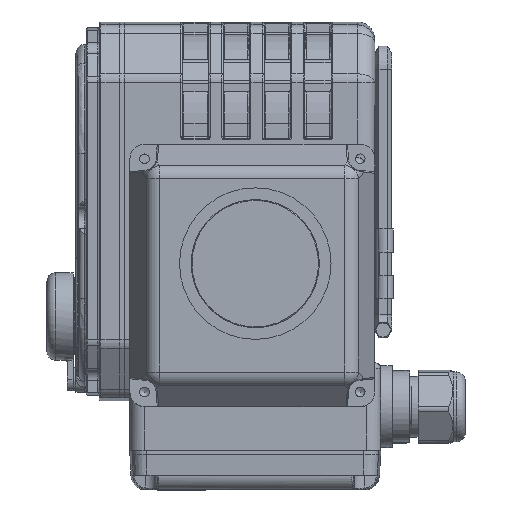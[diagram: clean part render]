
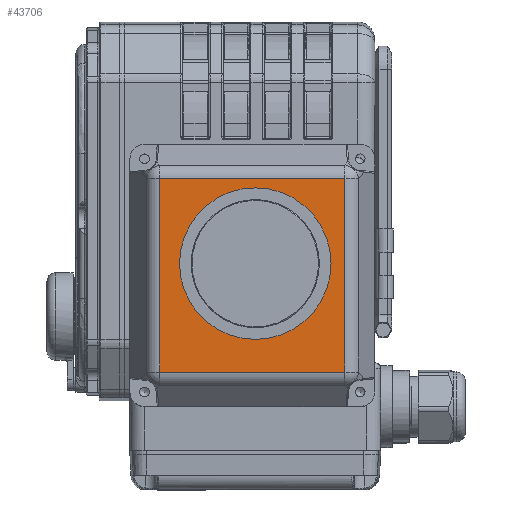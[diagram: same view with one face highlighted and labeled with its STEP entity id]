
A CAD part, top view. The second image highlights one B-rep face of the part: STEP entity #43706.
In plain terms, the highlighted face is planar.
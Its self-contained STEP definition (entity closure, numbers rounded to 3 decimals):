
#2232=PLANE('',#47375);
#4686=LINE('',#77078,#7905);
#4697=LINE('',#77098,#7916);
#4698=LINE('',#77100,#7917);
#4700=LINE('',#77103,#7919);
#7905=VECTOR('',#56570,1000.);
#7916=VECTOR('',#56591,1000.);
#7917=VECTOR('',#56594,1000.);
#7919=VECTOR('',#56598,1000.);
#16331=ORIENTED_EDGE('',*,*,#25014,.F.);
#16332=ORIENTED_EDGE('',*,*,#24987,.T.);
#16333=ORIENTED_EDGE('',*,*,#24999,.T.);
#16334=ORIENTED_EDGE('',*,*,#25001,.F.);
#16335=ORIENTED_EDGE('',*,*,#24998,.F.);
#24987=EDGE_CURVE('',#29840,#29845,#4686,.T.);
#24998=EDGE_CURVE('',#29840,#29837,#4697,.T.);
#24999=EDGE_CURVE('',#29845,#29836,#4698,.T.);
#25001=EDGE_CURVE('',#29837,#29836,#4700,.T.);
#25014=EDGE_CURVE('',#29863,#29863,#32603,.T.);
#29836=VERTEX_POINT('',#76997);
#29837=VERTEX_POINT('',#77001);
#29840=VERTEX_POINT('',#77011);
#29845=VERTEX_POINT('',#77027);
#29863=VERTEX_POINT('',#77131);
#32603=CIRCLE('',#47376,26.);
#35419=EDGE_LOOP('',(#16331));
#35420=EDGE_LOOP('',(#16332,#16333,#16334,#16335));
#38439=FACE_BOUND('',#35419,.T.);
#38440=FACE_BOUND('',#35420,.T.);
#43706=ADVANCED_FACE('',(#38439,#38440),#2232,.F.);
#47375=AXIS2_PLACEMENT_3D('',#77129,#56633,#56634);
#47376=AXIS2_PLACEMENT_3D('',#77130,#56635,#56636);
#56570=DIRECTION('',(0.,0.,-1.));
#56591=DIRECTION('',(-1.,0.,0.));
#56594=DIRECTION('',(-1.,0.,0.));
#56598=DIRECTION('',(0.,0.,-1.));
#56633=DIRECTION('',(0.,-1.,0.));
#56634=DIRECTION('',(0.,0.,-1.));
#56635=DIRECTION('',(0.,1.,0.));
#56636=DIRECTION('',(0.,0.,-1.));
#76997=CARTESIAN_POINT('',(-33.188,25.5,-31.766));
#77001=CARTESIAN_POINT('',(-33.188,25.5,31.766));
#77011=CARTESIAN_POINT('',(33.188,25.5,31.766));
#77027=CARTESIAN_POINT('',(33.188,25.5,-31.766));
#77078=CARTESIAN_POINT('',(33.188,25.5,60.));
#77098=CARTESIAN_POINT('',(60.,25.5,31.766));
#77100=CARTESIAN_POINT('',(60.,25.5,-31.766));
#77103=CARTESIAN_POINT('',(-33.188,25.5,60.));
#77129=CARTESIAN_POINT('',(60.,25.5,-31.766));
#77130=CARTESIAN_POINT('',(-4.,25.5,-1.));
#77131=CARTESIAN_POINT('',(-4.,25.5,-27.));
